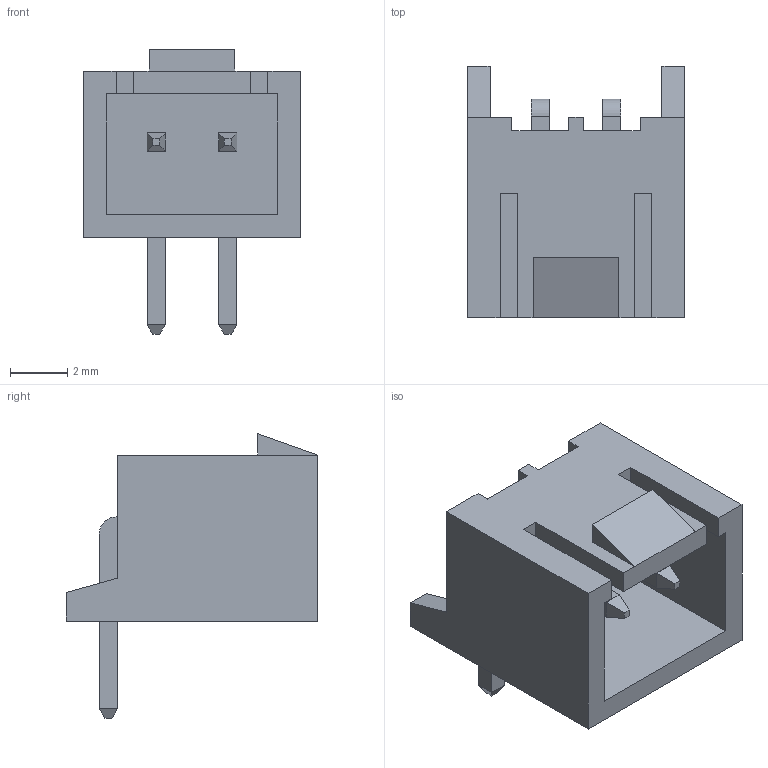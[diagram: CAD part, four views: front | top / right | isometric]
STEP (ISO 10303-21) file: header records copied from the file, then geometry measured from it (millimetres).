
FILE_DESCRIPTION (( 'STEP AP214' ), '1' );
FILE_NAME ('User Library-XHB-2AW.STEP', '2021-06-04T04:49:58', ( '' ), ( '' ), 'SwSTEP 2.0', 'SolidWorks 2021', '' );
FILE_SCHEMA (( 'AUTOMOTIVE_DESIGN' ));
Length unit declared in the file: millimetre
Products named in the file (1): User Library-XHB-2AW
Bounding box: 7.6 x 8.8 x 9.95 mm (x, y, z)
Volume: 184 mm3; surface area: 473.3 mm2
Topology: 3 solids, 3 shells, 72 faces, 180 edges, 114 vertices
Faces by surface type: plane 68, cylinder 4
Entity records: 2140 total; most frequent: CARTESIAN_POINT 367, ORIENTED_EDGE 360, DIRECTION 334, EDGE_CURVE 180, LINE 172, VECTOR 172, VERTEX_POINT 114, AXIS2_PLACEMENT_3D 81
